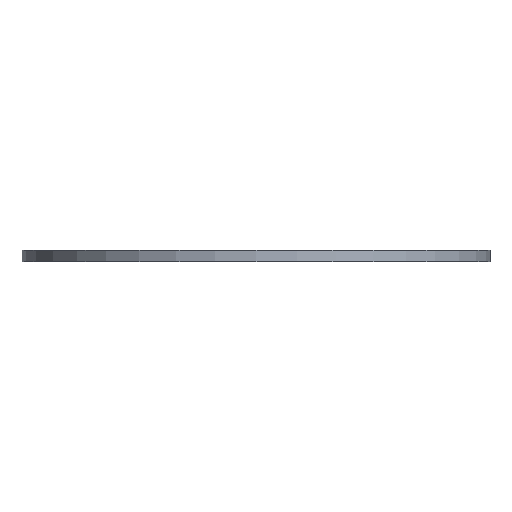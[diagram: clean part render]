
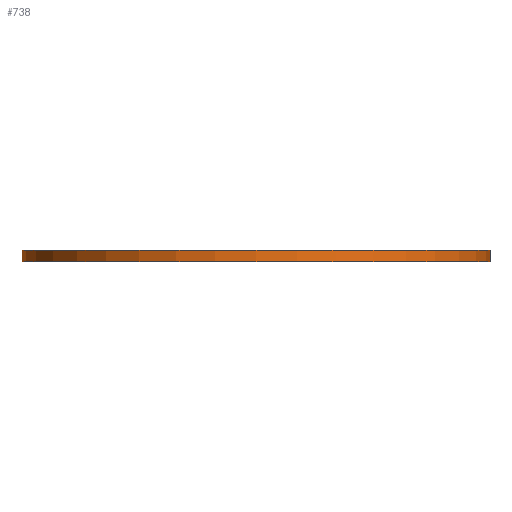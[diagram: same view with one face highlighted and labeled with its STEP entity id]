
A CAD part, front view. The second image highlights one B-rep face of the part: STEP entity #738.
In plain terms, the highlighted cylindrical face has radius 21.399 mm (diameter 42.799 mm), a full revolution.
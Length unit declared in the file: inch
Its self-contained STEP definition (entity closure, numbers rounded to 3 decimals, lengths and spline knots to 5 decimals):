
#54=FACE_BOUND('',#234,.T.);
#160=FACE_OUTER_BOUND('',#233,.T.);
#233=EDGE_LOOP('',(#593));
#234=EDGE_LOOP('',(#594));
#377=CIRCLE('',#855,0.8425);
#378=CIRCLE('',#856,0.8425);
#449=VERTEX_POINT('',#1258);
#450=VERTEX_POINT('',#1260);
#521=EDGE_CURVE('',#449,#449,#377,.T.);
#522=EDGE_CURVE('',#450,#450,#378,.T.);
#593=ORIENTED_EDGE('',*,*,#521,.F.);
#594=ORIENTED_EDGE('',*,*,#522,.T.);
#702=CYLINDRICAL_SURFACE('',#854,0.8425);
#738=ADVANCED_FACE('',(#160,#54),#702,.T.);
#854=AXIS2_PLACEMENT_3D('',#1257,#1071,#1072);
#855=AXIS2_PLACEMENT_3D('',#1259,#1073,#1074);
#856=AXIS2_PLACEMENT_3D('',#1261,#1075,#1076);
#1071=DIRECTION('center_axis',(0.,0.,-1.));
#1072=DIRECTION('ref_axis',(-1.,0.,0.));
#1073=DIRECTION('center_axis',(0.,0.,1.));
#1074=DIRECTION('ref_axis',(1.,0.,0.));
#1075=DIRECTION('center_axis',(0.,0.,1.));
#1076=DIRECTION('ref_axis',(1.,0.,0.));
#1257=CARTESIAN_POINT('Origin',(0.,0.,0.04));
#1258=CARTESIAN_POINT('',(-0.8425,0.,0.04));
#1259=CARTESIAN_POINT('Origin',(0.,0.,0.04));
#1260=CARTESIAN_POINT('',(-0.8425,0.,0.));
#1261=CARTESIAN_POINT('Origin',(0.,0.,0.));
